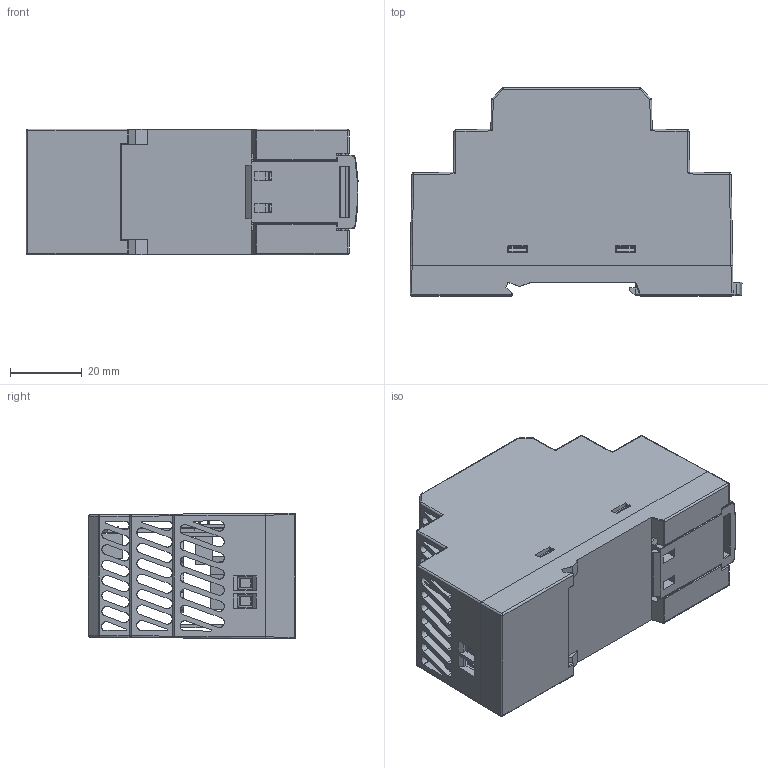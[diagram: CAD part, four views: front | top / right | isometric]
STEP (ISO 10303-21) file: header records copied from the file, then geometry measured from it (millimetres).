
FILE_DESCRIPTION((''),'2;1');
FILE_NAME('LI30-20BXXPR2','2023-01-16T',('pe203'),(''),'PRO/ENGINEER BY PARAMETRIC TECHNOLOGY CORPORATION, 2014000','PRO/ENGINEER BY PARAMETRIC TECHNOLOGY CORPORATION, 2014000','');
FILE_SCHEMA(('AUTOMOTIVE_DESIGN { 1 0 10303 214 1 1 1 1 }'));
Products named in the file (1): LI30-20BXXPR2
Bounding box: 92.64 x 58 x 35.14 mm (x, y, z)
Surface area: 54633.3 mm2 (no closed solid volume)
Topology: 0 solids, 1580 shells, 1580 faces, 9560 edges, 9528 vertices
Faces by surface type: plane 940, cylinder 464, extrusion 107, sphere 32, torus 27, bspline 10
Entity records: 144000 total; most frequent: CARTESIAN_POINT 38330, PRESENTATION_STYLE_ASSIGNMENT 11004, STYLED_ITEM 11004, DIRECTION 10895, VERTEX_POINT 9528, ORIENTED_EDGE 9528, EDGE_CURVE 9528, CURVE_STYLE 9446
